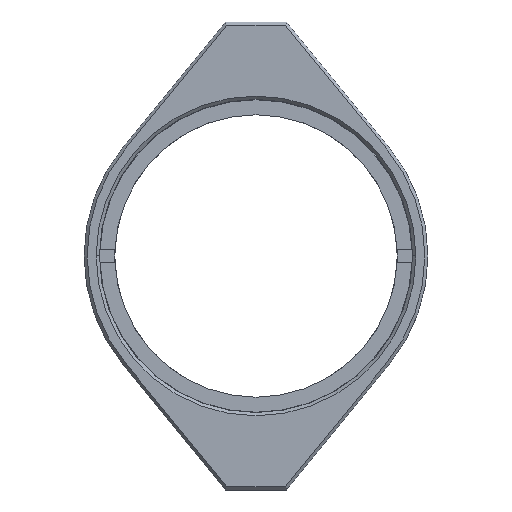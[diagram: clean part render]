
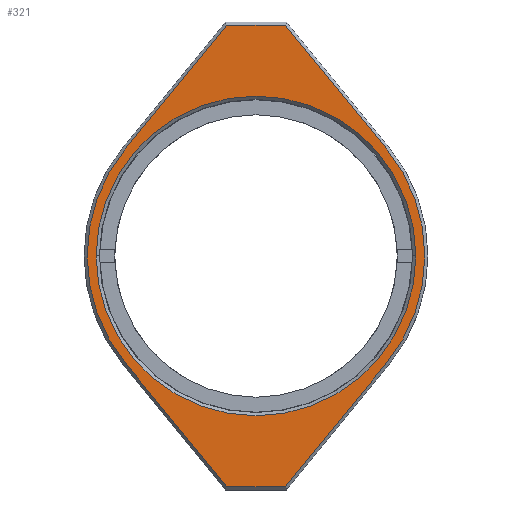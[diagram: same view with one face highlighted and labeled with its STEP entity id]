
A CAD part, top view. The second image highlights one B-rep face of the part: STEP entity #321.
In plain terms, the highlighted planar face has unit normal (0, 0, 1).
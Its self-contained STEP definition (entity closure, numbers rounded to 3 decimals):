
#28 = DIRECTION ( 'NONE',  ( 1., 0., 0. ) ) ;
#31 = VERTEX_POINT ( 'NONE', #145 ) ;
#53 = ORIENTED_EDGE ( 'NONE', *, *, #1869, .T. ) ;
#65 = VERTEX_POINT ( 'NONE', #448 ) ;
#93 = CARTESIAN_POINT ( 'NONE',  ( -21.281, 17.417, 12.7 ) ) ;
#110 = EDGE_LOOP ( 'NONE', ( #1288, #1873, #203, #764, #53, #446, #1326, #687, #1738 ) ) ;
#125 = CIRCLE ( 'NONE', #552, 27.5 ) ;
#145 = CARTESIAN_POINT ( 'NONE',  ( -27.5, 0., 12.7 ) ) ;
#189 = DIRECTION ( 'NONE',  ( 0., 0., -1. ) ) ;
#190 = CARTESIAN_POINT ( 'NONE',  ( -4.613, -37.783, 12.7 ) ) ;
#203 = ORIENTED_EDGE ( 'NONE', *, *, #401, .T. ) ;
#213 = CARTESIAN_POINT ( 'NONE',  ( -26.03, 0., 12.7 ) ) ;
#215 = CARTESIAN_POINT ( 'NONE',  ( 0., 0., 12.7 ) ) ;
#257 = CARTESIAN_POINT ( 'NONE',  ( 0., 0., 12.7 ) ) ;
#259 = EDGE_CURVE ( 'NONE', #1111, #31, #125, .T. ) ;
#262 = DIRECTION ( 'NONE',  ( 0., 0., 1. ) ) ;
#289 = CARTESIAN_POINT ( 'NONE',  ( 5., -37.6, 12.7 ) ) ;
#293 = EDGE_CURVE ( 'NONE', #1801, #65, #1711, .T. ) ;
#305 = VERTEX_POINT ( 'NONE', #429 ) ;
#321 = ADVANCED_FACE ( 'NONE', ( #1985, #1304 ), #1325, .T. ) ;
#343 = AXIS2_PLACEMENT_3D ( 'NONE', #257, #879, #418 ) ;
#401 = EDGE_CURVE ( 'NONE', #771, #1111, #776, .T. ) ;
#406 = CARTESIAN_POINT ( 'NONE',  ( 4.613, 37.783, 12.7 ) ) ;
#418 = DIRECTION ( 'NONE',  ( 1., 0., 0. ) ) ;
#429 = CARTESIAN_POINT ( 'NONE',  ( 4.763, -37.6, 12.7 ) ) ;
#446 = ORIENTED_EDGE ( 'NONE', *, *, #614, .T. ) ;
#448 = CARTESIAN_POINT ( 'NONE',  ( 21.281, 17.417, 12.7 ) ) ;
#449 = DIRECTION ( 'NONE',  ( 1., 0., 0. ) ) ;
#463 = CIRCLE ( 'NONE', #598, 26.03 ) ;
#467 = ORIENTED_EDGE ( 'NONE', *, *, #839, .T. ) ;
#526 = VECTOR ( 'NONE', #1241, 1000. ) ;
#545 = ORIENTED_EDGE ( 'NONE', *, *, #1029, .T. ) ;
#552 = AXIS2_PLACEMENT_3D ( 'NONE', #1037, #1798, #1195 ) ;
#557 = AXIS2_PLACEMENT_3D ( 'NONE', #969, #189, #28 ) ;
#598 = AXIS2_PLACEMENT_3D ( 'NONE', #215, #1736, #1892 ) ;
#614 = EDGE_CURVE ( 'NONE', #1684, #638, #937, .T. ) ;
#637 = VECTOR ( 'NONE', #1476, 1000. ) ;
#638 = VERTEX_POINT ( 'NONE', #1735 ) ;
#645 = LINE ( 'NONE', #1297, #1009 ) ;
#657 = VERTEX_POINT ( 'NONE', #678 ) ;
#678 = CARTESIAN_POINT ( 'NONE',  ( 4.763, 37.6, 12.7 ) ) ;
#687 = ORIENTED_EDGE ( 'NONE', *, *, #727, .T. ) ;
#691 = LINE ( 'NONE', #406, #637 ) ;
#696 = CARTESIAN_POINT ( 'NONE',  ( -4.763, 37.6, 12.7 ) ) ;
#727 = EDGE_CURVE ( 'NONE', #305, #1801, #645, .T. ) ;
#764 = ORIENTED_EDGE ( 'NONE', *, *, #259, .T. ) ;
#771 = VERTEX_POINT ( 'NONE', #696 ) ;
#772 = CARTESIAN_POINT ( 'NONE',  ( -21.281, 17.417, 12.7 ) ) ;
#773 = CARTESIAN_POINT ( 'NONE',  ( 21.281, -17.417, 12.7 ) ) ;
#776 = LINE ( 'NONE', #772, #1540 ) ;
#814 = EDGE_CURVE ( 'NONE', #657, #771, #1254, .T. ) ;
#839 = EDGE_CURVE ( 'NONE', #975, #1935, #1543, .T. ) ;
#879 = DIRECTION ( 'NONE',  ( 0., 0., 1. ) ) ;
#885 = CARTESIAN_POINT ( 'NONE',  ( -21.281, -17.417, 12.7 ) ) ;
#924 = DIRECTION ( 'NONE',  ( 1., 0., 0. ) ) ;
#927 = DIRECTION ( 'NONE',  ( -0.633, -0.774, 0. ) ) ;
#937 = LINE ( 'NONE', #190, #526 ) ;
#940 = CARTESIAN_POINT ( 'NONE',  ( 26.03, 0., 12.7 ) ) ;
#952 = LINE ( 'NONE', #289, #1313 ) ;
#969 = CARTESIAN_POINT ( 'NONE',  ( 0., 0., 12.7 ) ) ;
#975 = VERTEX_POINT ( 'NONE', #213 ) ;
#1009 = VECTOR ( 'NONE', #1420, 1000. ) ;
#1029 = EDGE_CURVE ( 'NONE', #1935, #975, #463, .T. ) ;
#1037 = CARTESIAN_POINT ( 'NONE',  ( 0., 0., 12.7 ) ) ;
#1070 = CIRCLE ( 'NONE', #1324, 27.5 ) ;
#1111 = VERTEX_POINT ( 'NONE', #93 ) ;
#1195 = DIRECTION ( 'NONE',  ( 1., 0., 0. ) ) ;
#1219 = DIRECTION ( 'NONE',  ( 0., 0., 1. ) ) ;
#1229 = VECTOR ( 'NONE', #1403, 1000. ) ;
#1241 = DIRECTION ( 'NONE',  ( 0.633, -0.774, 0. ) ) ;
#1254 = LINE ( 'NONE', #1703, #1229 ) ;
#1288 = ORIENTED_EDGE ( 'NONE', *, *, #1576, .T. ) ;
#1297 = CARTESIAN_POINT ( 'NONE',  ( 21.281, -17.417, 12.7 ) ) ;
#1304 = FACE_OUTER_BOUND ( 'NONE', #110, .T. ) ;
#1313 = VECTOR ( 'NONE', #924, 1000. ) ;
#1324 = AXIS2_PLACEMENT_3D ( 'NONE', #1368, #1219, #449 ) ;
#1325 = PLANE ( 'NONE',  #343 ) ;
#1326 = ORIENTED_EDGE ( 'NONE', *, *, #1409, .T. ) ;
#1334 = EDGE_LOOP ( 'NONE', ( #545, #467 ) ) ;
#1343 = DIRECTION ( 'NONE',  ( 1., 0., 0. ) ) ;
#1368 = CARTESIAN_POINT ( 'NONE',  ( 0., 0., 12.7 ) ) ;
#1403 = DIRECTION ( 'NONE',  ( -1., 0., 0. ) ) ;
#1409 = EDGE_CURVE ( 'NONE', #638, #305, #952, .T. ) ;
#1420 = DIRECTION ( 'NONE',  ( 0.633, 0.774, 0. ) ) ;
#1476 = DIRECTION ( 'NONE',  ( -0.633, 0.774, 0. ) ) ;
#1485 = AXIS2_PLACEMENT_3D ( 'NONE', #1963, #262, #1343 ) ;
#1540 = VECTOR ( 'NONE', #927, 1000. ) ;
#1543 = CIRCLE ( 'NONE', #557, 26.03 ) ;
#1576 = EDGE_CURVE ( 'NONE', #65, #657, #691, .T. ) ;
#1684 = VERTEX_POINT ( 'NONE', #885 ) ;
#1703 = CARTESIAN_POINT ( 'NONE',  ( -5., 37.6, 12.7 ) ) ;
#1711 = CIRCLE ( 'NONE', #1485, 27.5 ) ;
#1735 = CARTESIAN_POINT ( 'NONE',  ( -4.763, -37.6, 12.7 ) ) ;
#1736 = DIRECTION ( 'NONE',  ( 0., 0., -1. ) ) ;
#1738 = ORIENTED_EDGE ( 'NONE', *, *, #293, .T. ) ;
#1798 = DIRECTION ( 'NONE',  ( 0., 0., 1. ) ) ;
#1801 = VERTEX_POINT ( 'NONE', #773 ) ;
#1869 = EDGE_CURVE ( 'NONE', #31, #1684, #1070, .T. ) ;
#1873 = ORIENTED_EDGE ( 'NONE', *, *, #814, .T. ) ;
#1892 = DIRECTION ( 'NONE',  ( 1., 0., 0. ) ) ;
#1935 = VERTEX_POINT ( 'NONE', #940 ) ;
#1963 = CARTESIAN_POINT ( 'NONE',  ( 0., 0., 12.7 ) ) ;
#1985 = FACE_BOUND ( 'NONE', #1334, .T. ) ;
